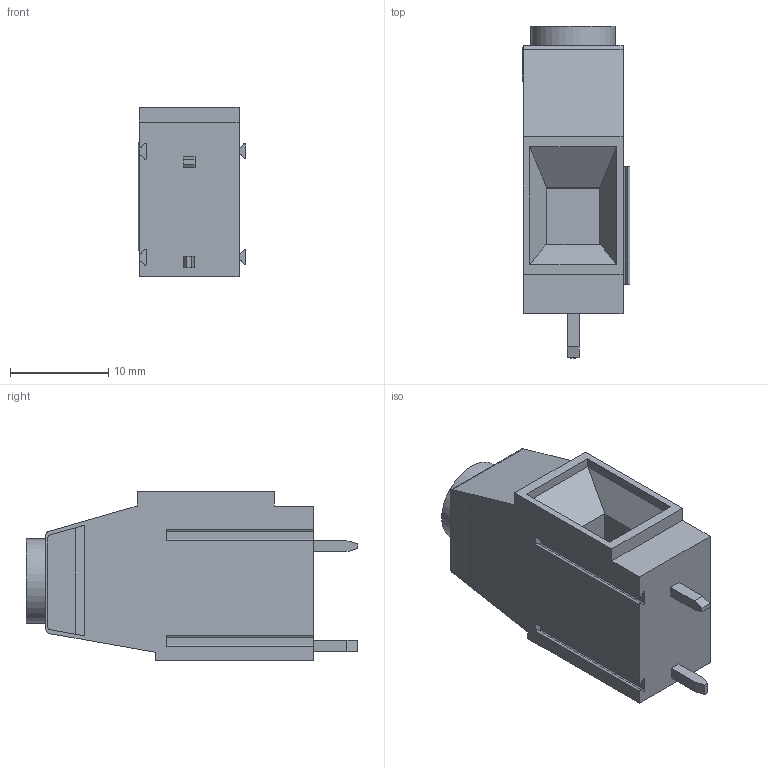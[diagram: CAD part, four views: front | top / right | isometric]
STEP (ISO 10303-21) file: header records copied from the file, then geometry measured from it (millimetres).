
FILE_DESCRIPTION(('STEP AP214'),'1');
FILE_NAME('MV101-10,16-V.stp','2020-07-02T07:52:23',(' '),(' '),'Spatial InterOp 3D',' ',' ');
FILE_SCHEMA(('automotive_design'));
Length unit declared in the file: metre
Products named in the file (1): 1
Bounding box: 10.98 x 33.8 x 17.25 mm (x, y, z)
Volume: 3573.7 mm3; surface area: 2503.8 mm2
Topology: 1 solids, 1 shells, 147 faces, 395 edges, 261 vertices
Faces by surface type: plane 113, cylinder 32, extrusion 1, cone 1
Full cylindrical faces by diameter (mm): 7.2 x1, 7.5 x1, 8.6 x1
Entity records: 5726 total; most frequent: CARTESIAN_POINT 814, ORIENTED_EDGE 778, DIRECTION 749, EDGE_CURVE 389, VECTOR 321, LINE 320, VERTEX_POINT 259, AXIS2_PLACEMENT_3D 214
